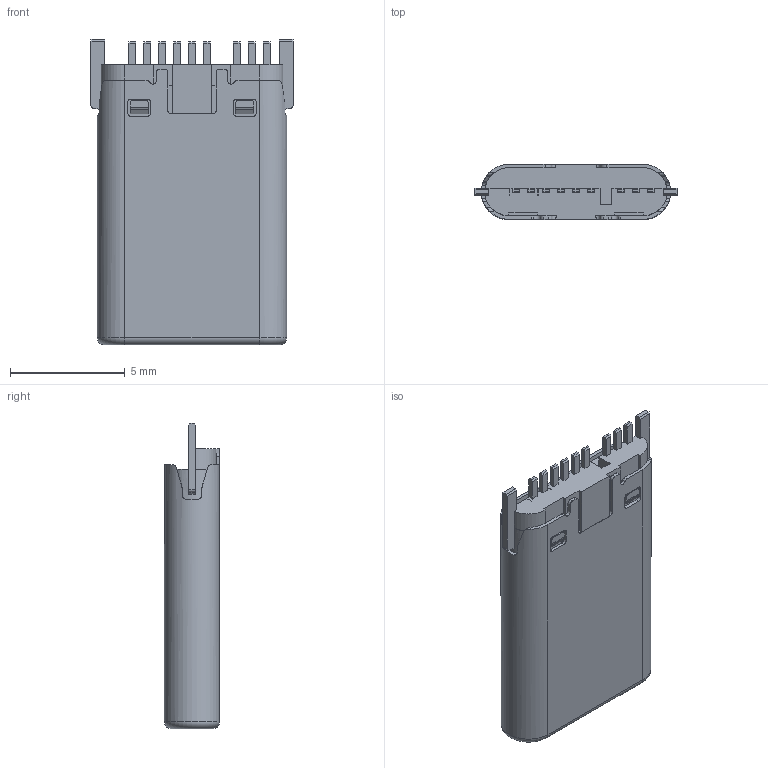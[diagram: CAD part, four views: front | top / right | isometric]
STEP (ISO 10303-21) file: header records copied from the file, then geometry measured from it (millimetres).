
FILE_DESCRIPTION((''),'2;1');
FILE_NAME('XDS-A_TC_2_M_215E-ASM','2025-12-20T14:05:38',('Administrator'),(''),'CREO PARAMETRIC BY PTC INC, 2022073','CREO PARAMETRIC BY PTC INC, 2022073','');
FILE_SCHEMA(('CONFIG_CONTROL_DESIGN'));
Length unit declared in the file: millimetre
Products named in the file (1): XDS-A_TC_2_M_215E-ASM
Bounding box: 8.8 x 2.4 x 13.3 mm (x, y, z)
Volume: 183.9 mm3; surface area: 405.6 mm2
Topology: 1 solids, 1 shells, 484 faces, 1427 edges, 954 vertices
Faces by surface type: plane 332, cylinder 148, torus 4
Entity records: 16369 total; most frequent: CARTESIAN_POINT 3097, ORIENTED_EDGE 2854, DIRECTION 2671, EDGE_CURVE 1427, VECTOR 1063, LINE 1063, VERTEX_POINT 954, AXIS2_PLACEMENT_3D 804
